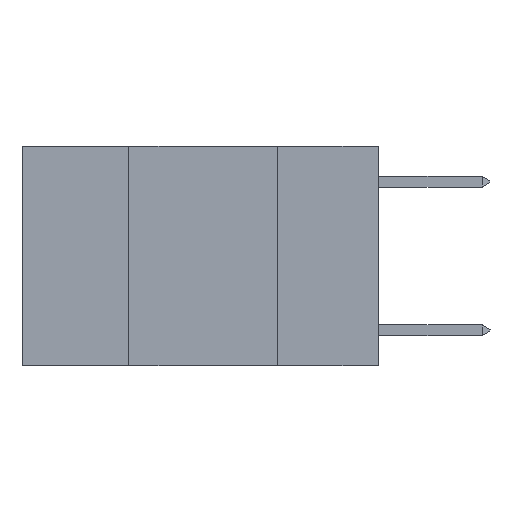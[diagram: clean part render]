
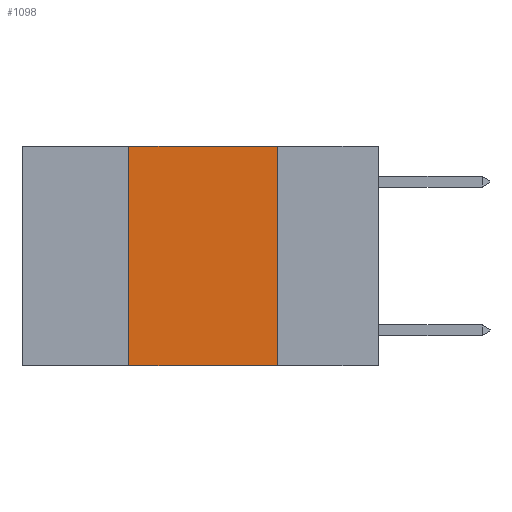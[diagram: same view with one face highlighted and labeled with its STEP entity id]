
A CAD part, left-side view. The second image highlights one B-rep face of the part: STEP entity #1098.
In plain terms, the highlighted planar face has unit normal (-1, 0, 0).
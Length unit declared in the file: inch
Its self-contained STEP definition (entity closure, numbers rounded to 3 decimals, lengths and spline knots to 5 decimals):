
#126 = CARTESIAN_POINT ( 'NONE',  ( 0., 0.42, 0. ) ) ;
#1098 = ADVANCED_FACE ( 'NONE', ( #15617 ), #12990, .F. ) ;
#1740 = CARTESIAN_POINT ( 'NONE',  ( 0., 0.42, -0.37 ) ) ;
#2726 = CARTESIAN_POINT ( 'NONE',  ( 0., 0.42, 0. ) ) ;
#4539 = VERTEX_POINT ( 'NONE', #2726 ) ;
#5063 = EDGE_CURVE ( 'NONE', #21793, #18771, #5712, .T. ) ;
#5079 = VECTOR ( 'NONE', #14744, 39.37008 ) ;
#5712 = LINE ( 'NONE', #16743, #5763 ) ;
#5763 = VECTOR ( 'NONE', #16855, 39.37008 ) ;
#8241 = DIRECTION ( 'NONE',  ( 0., -1., 0. ) ) ;
#8343 = CARTESIAN_POINT ( 'NONE',  ( 0., 0.6, -0.37 ) ) ;
#9727 = LINE ( 'NONE', #11047, #5079 ) ;
#10155 = LINE ( 'NONE', #126, #14486 ) ;
#10186 = EDGE_CURVE ( 'NONE', #19458, #18771, #22665, .T. ) ;
#10506 = EDGE_LOOP ( 'NONE', ( #18437, #18783, #19068, #19128 ) ) ;
#11047 = CARTESIAN_POINT ( 'NONE',  ( 0., 0.6, 0. ) ) ;
#12907 = DIRECTION ( 'NONE',  ( 0., 0., -1. ) ) ;
#12941 = DIRECTION ( 'NONE',  ( 1., 0., 0. ) ) ;
#12984 = CARTESIAN_POINT ( 'NONE',  ( 0., 0.6, 0. ) ) ;
#12990 = PLANE ( 'NONE',  #21748 ) ;
#14486 = VECTOR ( 'NONE', #17260, 39.37008 ) ;
#14744 = DIRECTION ( 'NONE',  ( 0., -1., 0. ) ) ;
#15617 = FACE_OUTER_BOUND ( 'NONE', #10506, .T. ) ;
#15952 = CARTESIAN_POINT ( 'NONE',  ( 0., 0.17, 0. ) ) ;
#16743 = CARTESIAN_POINT ( 'NONE',  ( 0., 0.17, 0. ) ) ;
#16855 = DIRECTION ( 'NONE',  ( 0., 0., -1. ) ) ;
#17260 = DIRECTION ( 'NONE',  ( 0., 0., 1. ) ) ;
#18437 = ORIENTED_EDGE ( 'NONE', *, *, #5063, .F. ) ;
#18771 = VERTEX_POINT ( 'NONE', #20471 ) ;
#18783 = ORIENTED_EDGE ( 'NONE', *, *, #19367, .F. ) ;
#19068 = ORIENTED_EDGE ( 'NONE', *, *, #24116, .F. ) ;
#19128 = ORIENTED_EDGE ( 'NONE', *, *, #10186, .T. ) ;
#19367 = EDGE_CURVE ( 'NONE', #4539, #21793, #9727, .T. ) ;
#19458 = VERTEX_POINT ( 'NONE', #1740 ) ;
#20471 = CARTESIAN_POINT ( 'NONE',  ( 0., 0.17, -0.37 ) ) ;
#21748 = AXIS2_PLACEMENT_3D ( 'NONE', #12984, #12941, #12907 ) ;
#21793 = VERTEX_POINT ( 'NONE', #15952 ) ;
#22665 = LINE ( 'NONE', #8343, #22710 ) ;
#22710 = VECTOR ( 'NONE', #8241, 39.37008 ) ;
#24116 = EDGE_CURVE ( 'NONE', #19458, #4539, #10155, .T. ) ;
